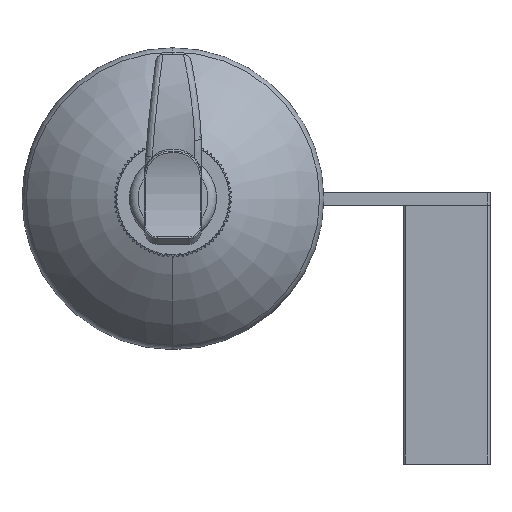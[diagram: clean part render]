
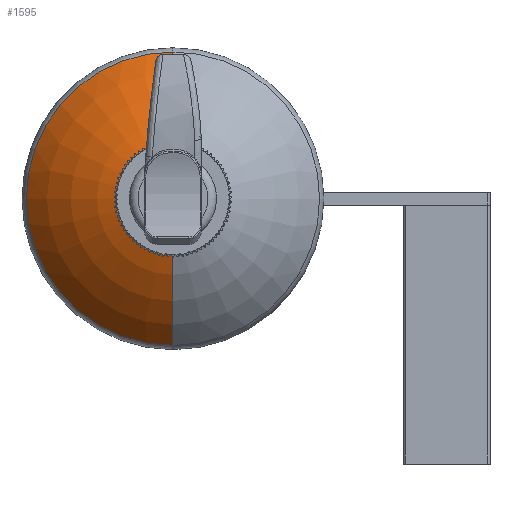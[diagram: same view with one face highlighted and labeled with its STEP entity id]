
A CAD part, top view. The second image highlights one B-rep face of the part: STEP entity #1595.
In plain terms, the highlighted toroidal (fillet/blend) face has major radius 8.4 mm and minor radius 53 mm.
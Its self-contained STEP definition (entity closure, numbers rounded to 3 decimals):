
#917 = DIRECTION ( 'NONE',  ( 0., 1., 0. ) ) ;
#928 = DIRECTION ( 'NONE',  ( 0., 0., 1. ) ) ;
#932 = CARTESIAN_POINT ( 'NONE',  ( 0., -83.1, 0. ) ) ;
#1595 = ADVANCED_FACE ( 'NONE', ( #9288 ), #9282, .T. ) ;
#2012 = EDGE_LOOP ( 'NONE', ( #17994, #17992, #17990, #17988 ) ) ;
#4029 = VERTEX_POINT ( 'NONE', #18592 ) ;
#4473 = VERTEX_POINT ( 'NONE', #18957 ) ;
#4756 = VERTEX_POINT ( 'NONE', #19127 ) ;
#5170 = VERTEX_POINT ( 'NONE', #19507 ) ;
#6239 = EDGE_CURVE ( 'NONE', #4756, #4473, #23050, .T. ) ;
#6240 = EDGE_CURVE ( 'NONE', #4029, #5170, #23043, .T. ) ;
#6370 = EDGE_CURVE ( 'NONE', #4473, #5170, #23208, .T. ) ;
#6371 = EDGE_CURVE ( 'NONE', #4756, #4029, #23209, .T. ) ;
#9282 = TOROIDAL_SURFACE ( 'NONE', #12048, -8.4, 53. ) ;
#9288 = FACE_OUTER_BOUND ( 'NONE', #2012, .T. ) ;
#12048 = AXIS2_PLACEMENT_3D ( 'NONE', #932, #917, #928 ) ;
#17988 = ORIENTED_EDGE ( 'NONE', *, *, #6240, .F. ) ;
#17990 = ORIENTED_EDGE ( 'NONE', *, *, #6370, .T. ) ;
#17992 = ORIENTED_EDGE ( 'NONE', *, *, #6239, .T. ) ;
#17994 = ORIENTED_EDGE ( 'NONE', *, *, #6371, .F. ) ;
#18592 = CARTESIAN_POINT ( 'NONE',  ( 0., -33.8, -11.055 ) ) ;
#18957 = CARTESIAN_POINT ( 'NONE',  ( 0., -51.3, 34. ) ) ;
#19127 = CARTESIAN_POINT ( 'NONE',  ( 0., -51.3, -34. ) ) ;
#19507 = CARTESIAN_POINT ( 'NONE',  ( 0., -33.8, 11.055 ) ) ;
#21490 = AXIS2_PLACEMENT_3D ( 'NONE', #24124, #24125, #24126 ) ;
#21491 = AXIS2_PLACEMENT_3D ( 'NONE', #24127, #24128, #24129 ) ;
#21594 = AXIS2_PLACEMENT_3D ( 'NONE', #24491, #24492, #24493 ) ;
#21595 = AXIS2_PLACEMENT_3D ( 'NONE', #24495, #24496, #24497 ) ;
#23043 = CIRCLE ( 'NONE', #21491, 11.055 ) ;
#23050 = CIRCLE ( 'NONE', #21490, 34. ) ;
#23208 = CIRCLE ( 'NONE', #21594, 53. ) ;
#23209 = CIRCLE ( 'NONE', #21595, 53. ) ;
#24124 = CARTESIAN_POINT ( 'NONE',  ( 0., -51.3, 0. ) ) ;
#24125 = DIRECTION ( 'NONE',  ( 0., 1., 0. ) ) ;
#24126 = DIRECTION ( 'NONE',  ( 0., 0., 1. ) ) ;
#24127 = CARTESIAN_POINT ( 'NONE',  ( 0., -33.8, 0. ) ) ;
#24128 = DIRECTION ( 'NONE',  ( 0., 1., 0. ) ) ;
#24129 = DIRECTION ( 'NONE',  ( 0., 0., 1. ) ) ;
#24491 = CARTESIAN_POINT ( 'NONE',  ( 0., -83.1, -8.4 ) ) ;
#24492 = DIRECTION ( 'NONE',  ( -1., 0., 0. ) ) ;
#24493 = DIRECTION ( 'NONE',  ( 0., 0., 1. ) ) ;
#24495 = CARTESIAN_POINT ( 'NONE',  ( 0., -83.1, 8.4 ) ) ;
#24496 = DIRECTION ( 'NONE',  ( 1., 0., 0. ) ) ;
#24497 = DIRECTION ( 'NONE',  ( 0., 0., -1. ) ) ;
